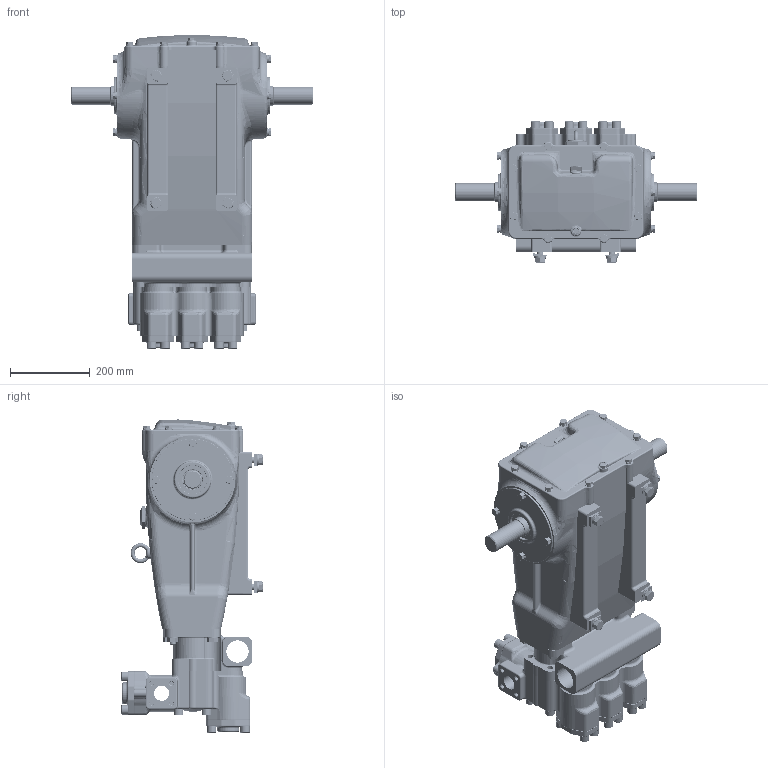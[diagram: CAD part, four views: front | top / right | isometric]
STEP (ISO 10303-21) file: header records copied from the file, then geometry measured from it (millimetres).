
FILE_DESCRIPTION (( 'STEP AP203' ), '1' );
FILE_NAME ('6761.STEP', '2007-12-11T21:37:15', ( ' ' ), ( ' ' ), 'SwSTEP 2.0', 'SolidWorks 2007', '' );
FILE_SCHEMA (( 'CONFIG_CONTROL_DESIGN' ));
Products named in the file (1): 6761
Bounding box: 610 x 355.13 x 787.9 mm (x, y, z)
Volume: 37762301.5 mm3; surface area: 2852312.5 mm2
Topology: 130 solids, 130 shells, 5280 faces, 12249 edges, 7396 vertices
Faces by surface type: cylinder 1788, plane 1346, torus 1017, cone 550, bspline 404, sphere 175
Entity records: 182574 total; most frequent: CARTESIAN_POINT 63749, DIRECTION 26010, ORIENTED_EDGE 24148, EDGE_CURVE 12074, AXIS2_PLACEMENT_3D 10913, VERTEX_POINT 7332, CIRCLE 6036, EDGE_LOOP 5806
